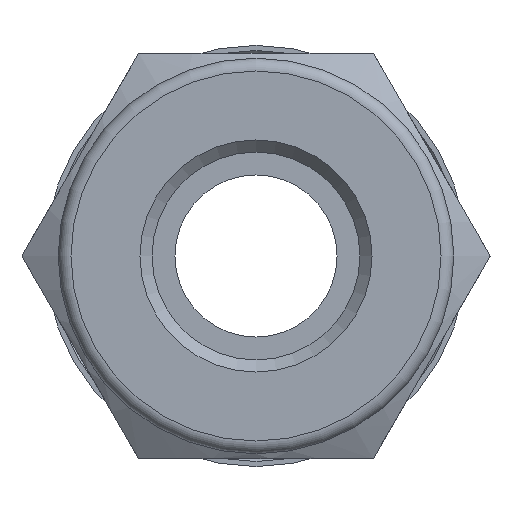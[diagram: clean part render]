
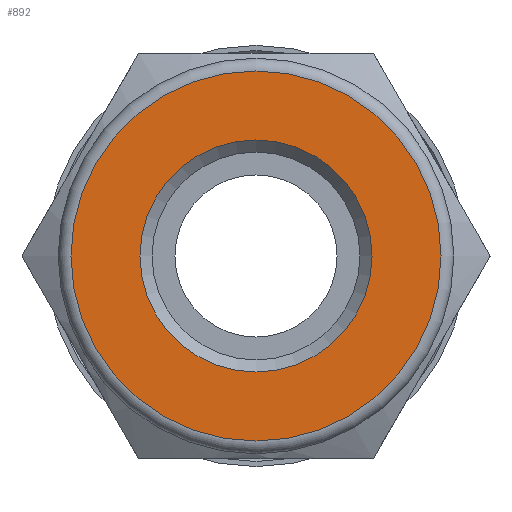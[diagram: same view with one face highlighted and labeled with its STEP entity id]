
A CAD part, left-side view. The second image highlights one B-rep face of the part: STEP entity #892.
In plain terms, the highlighted planar face has unit normal (-1, 0, 0).
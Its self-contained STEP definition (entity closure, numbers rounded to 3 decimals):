
#53=FACE_BOUND('',#208,.T.);
#89=CIRCLE('',#998,4.545);
#90=CIRCLE('',#1000,7.25);
#148=FACE_OUTER_BOUND('',#207,.T.);
#207=EDGE_LOOP('',(#690));
#208=EDGE_LOOP('',(#691));
#404=VERTEX_POINT('',#1508);
#405=VERTEX_POINT('',#1512);
#512=EDGE_CURVE('',#404,#404,#89,.T.);
#513=EDGE_CURVE('',#405,#405,#90,.T.);
#690=ORIENTED_EDGE('',*,*,#513,.F.);
#691=ORIENTED_EDGE('',*,*,#512,.T.);
#854=PLANE('',#999);
#892=ADVANCED_FACE('',(#148,#53),#854,.T.);
#998=AXIS2_PLACEMENT_3D('',#1510,#1198,#1199);
#999=AXIS2_PLACEMENT_3D('',#1511,#1200,#1201);
#1000=AXIS2_PLACEMENT_3D('',#1513,#1202,#1203);
#1198=DIRECTION('center_axis',(1.,0.,0.));
#1199=DIRECTION('ref_axis',(0.,0.,-1.));
#1200=DIRECTION('center_axis',(-1.,0.,0.));
#1201=DIRECTION('ref_axis',(0.,0.,1.));
#1202=DIRECTION('center_axis',(1.,0.,0.));
#1203=DIRECTION('ref_axis',(0.,0.,-1.));
#1508=CARTESIAN_POINT('',(0.001,-4.545,0.));
#1510=CARTESIAN_POINT('Origin',(0.001,0.,
0.));
#1511=CARTESIAN_POINT('Origin',(0.001,7.25,0.));
#1512=CARTESIAN_POINT('',(0.001,0.,7.25));
#1513=CARTESIAN_POINT('Origin',(0.001,0.,
0.));
